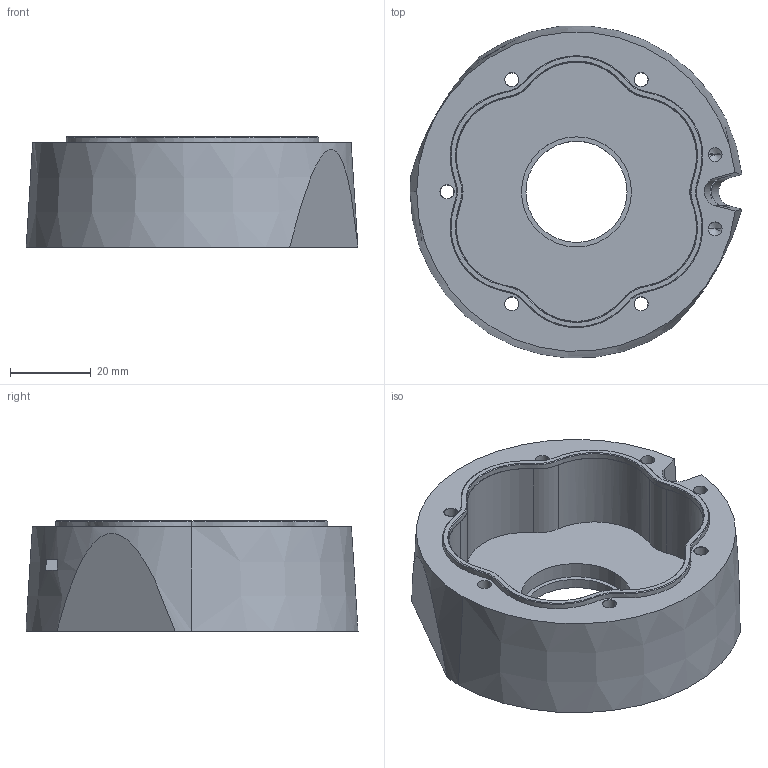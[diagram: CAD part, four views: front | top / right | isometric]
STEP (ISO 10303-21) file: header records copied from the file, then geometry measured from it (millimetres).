
FILE_DESCRIPTION (( 'STEP AP214' ), '1' );
FILE_NAME ('cycloid_housing.STEP', '2025-03-31T14:03:30', ( '' ), ( '' ), 'SwSTEP 2.0', 'SolidWorks 2025', '' );
FILE_SCHEMA (( 'AUTOMOTIVE_DESIGN' ));
Length unit declared in the file: millimetre
Products named in the file (1): cycloid_housing_fore_arm
Bounding box: 82.03 x 82.1 x 27.3 mm (x, y, z)
Volume: 67919.1 mm3; surface area: 22700.8 mm2
Topology: 1 solids, 1 shells, 90 faces, 231 edges, 146 vertices
Faces by surface type: cylinder 31, plane 27, cone 16, bspline 16
Entity records: 11275 total; most frequent: CARTESIAN_POINT 9117, ORIENTED_EDGE 454, DIRECTION 415, EDGE_CURVE 227, AXIS2_PLACEMENT_3D 154, VERTEX_POINT 146, EDGE_LOOP 115, LINE 107
